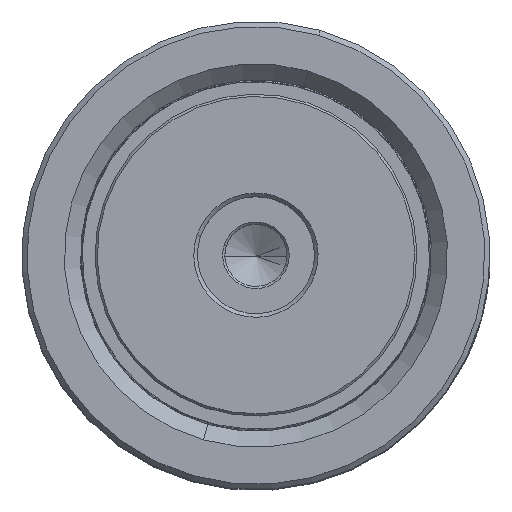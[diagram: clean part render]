
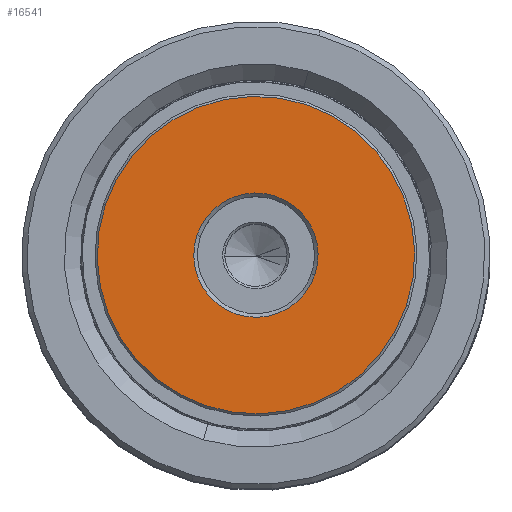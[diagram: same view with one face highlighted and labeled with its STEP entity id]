
A CAD part, top view. The second image highlights one B-rep face of the part: STEP entity #16541.
In plain terms, the highlighted face is planar.
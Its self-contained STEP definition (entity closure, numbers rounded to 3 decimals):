
#757 = DIRECTION ( 'NONE',  ( 1., 0., 0. ) ) ;
#1179 = ORIENTED_EDGE ( 'NONE', *, *, #30750, .T. ) ;
#1537 = CARTESIAN_POINT ( 'NONE',  ( 0., 0., 0. ) ) ;
#5672 = ORIENTED_EDGE ( 'NONE', *, *, #27571, .T. ) ;
#7391 = CARTESIAN_POINT ( 'NONE',  ( -8.5, 0., 0. ) ) ;
#8174 = EDGE_LOOP ( 'NONE', ( #5672, #35341 ) ) ;
#8659 = DIRECTION ( 'NONE',  ( 1., 0., 0. ) ) ;
#8686 = DIRECTION ( 'NONE',  ( 0., 0., -1. ) ) ;
#10184 = DIRECTION ( 'NONE',  ( 0., 0., -1. ) ) ;
#11545 = EDGE_LOOP ( 'NONE', ( #1179, #41968 ) ) ;
#12056 = AXIS2_PLACEMENT_3D ( 'NONE', #36297, #43729, #8659 ) ;
#15081 = CARTESIAN_POINT ( 'NONE',  ( 8.5, 0., 0. ) ) ;
#16541 = ADVANCED_FACE ( 'NONE', ( #48119, #49320 ), #32333, .F. ) ;
#18121 = CARTESIAN_POINT ( 'NONE',  ( 0., 0., 0. ) ) ;
#18994 = CARTESIAN_POINT ( 'NONE',  ( 21.7, 0., 0. ) ) ;
#19098 = AXIS2_PLACEMENT_3D ( 'NONE', #18121, #10184, #41982 ) ;
#19291 = CARTESIAN_POINT ( 'NONE',  ( -21.7, 0., 0. ) ) ;
#20214 = CARTESIAN_POINT ( 'NONE',  ( 0., 0., 0. ) ) ;
#24641 = DIRECTION ( 'NONE',  ( 1., 0., 0. ) ) ;
#27571 = EDGE_CURVE ( 'NONE', #46836, #38526, #49407, .T. ) ;
#28019 = DIRECTION ( 'NONE',  ( 0., 0., 1. ) ) ;
#29128 = DIRECTION ( 'NONE',  ( 0., 0., 1. ) ) ;
#29336 = AXIS2_PLACEMENT_3D ( 'NONE', #1537, #29128, #24641 ) ;
#30534 = EDGE_CURVE ( 'NONE', #41134, #35616, #48118, .T. ) ;
#30750 = EDGE_CURVE ( 'NONE', #35616, #41134, #35102, .T. ) ;
#32177 = DIRECTION ( 'NONE',  ( 1., 0., 0. ) ) ;
#32333 = PLANE ( 'NONE',  #12056 ) ;
#32687 = CARTESIAN_POINT ( 'NONE',  ( 0., 0., 0. ) ) ;
#35102 = CIRCLE ( 'NONE', #19098, 21.7 ) ;
#35341 = ORIENTED_EDGE ( 'NONE', *, *, #49733, .T. ) ;
#35616 = VERTEX_POINT ( 'NONE', #18994 ) ;
#36297 = CARTESIAN_POINT ( 'NONE',  ( 0., 0., 0. ) ) ;
#38526 = VERTEX_POINT ( 'NONE', #15081 ) ;
#39246 = AXIS2_PLACEMENT_3D ( 'NONE', #20214, #28019, #757 ) ;
#41134 = VERTEX_POINT ( 'NONE', #19291 ) ;
#41968 = ORIENTED_EDGE ( 'NONE', *, *, #30534, .T. ) ;
#41982 = DIRECTION ( 'NONE',  ( 1., 0., 0. ) ) ;
#43729 = DIRECTION ( 'NONE',  ( 0., 0., 1. ) ) ;
#44414 = CIRCLE ( 'NONE', #39246, 8.5 ) ;
#46836 = VERTEX_POINT ( 'NONE', #7391 ) ;
#48118 = CIRCLE ( 'NONE', #50202, 21.7 ) ;
#48119 = FACE_OUTER_BOUND ( 'NONE', #11545, .T. ) ;
#49320 = FACE_BOUND ( 'NONE', #8174, .T. ) ;
#49407 = CIRCLE ( 'NONE', #29336, 8.5 ) ;
#49733 = EDGE_CURVE ( 'NONE', #38526, #46836, #44414, .T. ) ;
#50202 = AXIS2_PLACEMENT_3D ( 'NONE', #32687, #8686, #32177 ) ;
